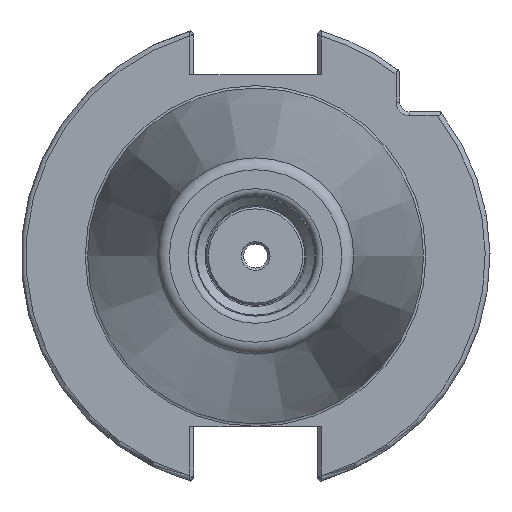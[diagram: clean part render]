
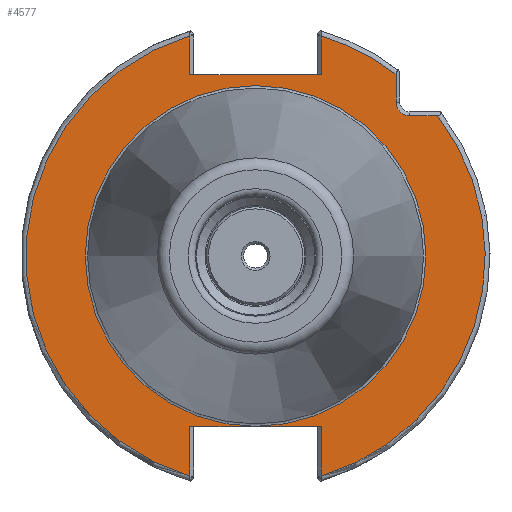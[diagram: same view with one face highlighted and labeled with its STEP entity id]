
A CAD part, left-side view. The second image highlights one B-rep face of the part: STEP entity #4577.
In plain terms, the highlighted planar face has unit normal (-1, 0, 0).
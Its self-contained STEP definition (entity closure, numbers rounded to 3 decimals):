
#382=FACE_BOUND('',#874,.T.);
#400=PLANE('',#4997);
#596=FACE_OUTER_BOUND('',#873,.T.);
#873=EDGE_LOOP('',(#3302,#3303,#3304,#3305,#3306,#3307,#3308,#3309,#3310,
#3311,#3312,#3313));
#874=EDGE_LOOP('',(#3314));
#1131=LINE('',#6859,#1408);
#1153=LINE('',#7161,#1430);
#1155=LINE('',#7240,#1432);
#1156=LINE('',#7242,#1433);
#1157=LINE('',#7246,#1434);
#1158=LINE('',#7250,#1435);
#1159=LINE('',#7253,#1436);
#1160=LINE('',#7254,#1437);
#1408=VECTOR('',#5481,10.);
#1430=VECTOR('',#5529,10.);
#1432=VECTOR('',#5551,10.);
#1433=VECTOR('',#5552,10.);
#1434=VECTOR('',#5555,10.);
#1435=VECTOR('',#5558,10.);
#1436=VECTOR('',#5561,10.);
#1437=VECTOR('',#5562,10.);
#1716=CIRCLE('',#4996,47.75);
#1717=CIRCLE('',#4998,47.75);
#1718=CIRCLE('',#4999,2.8);
#1719=CIRCLE('',#5000,47.75);
#1720=CIRCLE('',#5001,35.425);
#1915=VERTEX_POINT('',#6857);
#1916=VERTEX_POINT('',#6858);
#1944=VERTEX_POINT('',#7154);
#1947=VERTEX_POINT('',#7159);
#1954=VERTEX_POINT('',#7218);
#1956=VERTEX_POINT('',#7239);
#1957=VERTEX_POINT('',#7241);
#1958=VERTEX_POINT('',#7243);
#1959=VERTEX_POINT('',#7245);
#1960=VERTEX_POINT('',#7247);
#1961=VERTEX_POINT('',#7249);
#1962=VERTEX_POINT('',#7251);
#1963=VERTEX_POINT('',#7255);
#2412=EDGE_CURVE('',#1915,#1916,#1131,.T.);
#2454=EDGE_CURVE('',#1947,#1944,#1153,.T.);
#2466=EDGE_CURVE('',#1944,#1954,#1716,.T.);
#2469=EDGE_CURVE('',#1947,#1956,#1155,.T.);
#2470=EDGE_CURVE('',#1957,#1956,#1156,.T.);
#2471=EDGE_CURVE('',#1958,#1957,#1717,.T.);
#2472=EDGE_CURVE('',#1959,#1958,#1157,.T.);
#2473=EDGE_CURVE('',#1960,#1959,#1718,.T.);
#2474=EDGE_CURVE('',#1961,#1960,#1158,.T.);
#2475=EDGE_CURVE('',#1962,#1961,#1719,.T.);
#2476=EDGE_CURVE('',#1915,#1962,#1159,.T.);
#2477=EDGE_CURVE('',#1954,#1916,#1160,.T.);
#2478=EDGE_CURVE('',#1963,#1963,#1720,.T.);
#3302=ORIENTED_EDGE('',*,*,#2454,.F.);
#3303=ORIENTED_EDGE('',*,*,#2469,.T.);
#3304=ORIENTED_EDGE('',*,*,#2470,.F.);
#3305=ORIENTED_EDGE('',*,*,#2471,.F.);
#3306=ORIENTED_EDGE('',*,*,#2472,.F.);
#3307=ORIENTED_EDGE('',*,*,#2473,.F.);
#3308=ORIENTED_EDGE('',*,*,#2474,.F.);
#3309=ORIENTED_EDGE('',*,*,#2475,.F.);
#3310=ORIENTED_EDGE('',*,*,#2476,.F.);
#3311=ORIENTED_EDGE('',*,*,#2412,.T.);
#3312=ORIENTED_EDGE('',*,*,#2477,.F.);
#3313=ORIENTED_EDGE('',*,*,#2466,.F.);
#3314=ORIENTED_EDGE('',*,*,#2478,.T.);
#4577=ADVANCED_FACE('',(#596,#382),#400,.T.);
#4996=AXIS2_PLACEMENT_3D('',#7219,#5547,#5548);
#4997=AXIS2_PLACEMENT_3D('',#7238,#5549,#5550);
#4998=AXIS2_PLACEMENT_3D('',#7244,#5553,#5554);
#4999=AXIS2_PLACEMENT_3D('',#7248,#5556,#5557);
#5000=AXIS2_PLACEMENT_3D('',#7252,#5559,#5560);
#5001=AXIS2_PLACEMENT_3D('',#7256,#5563,#5564);
#5481=DIRECTION('',(0.,1.,0.));
#5529=DIRECTION('',(0.,0.,-1.));
#5547=DIRECTION('center_axis',(1.,0.,0.));
#5548=DIRECTION('ref_axis',(0.,0.,-1.));
#5549=DIRECTION('center_axis',(-1.,0.,0.));
#5550=DIRECTION('ref_axis',(0.,0.,1.));
#5551=DIRECTION('',(0.,-1.,0.));
#5552=DIRECTION('',(0.,0.,1.));
#5553=DIRECTION('center_axis',(1.,0.,0.));
#5554=DIRECTION('ref_axis',(0.,0.,-1.));
#5555=DIRECTION('',(0.,-1.,0.));
#5556=DIRECTION('center_axis',(-1.,0.,0.));
#5557=DIRECTION('ref_axis',(0.,1.,0.));
#5558=DIRECTION('',(0.,0.,-1.));
#5559=DIRECTION('center_axis',(1.,0.,0.));
#5560=DIRECTION('ref_axis',(0.,0.,-1.));
#5561=DIRECTION('',(0.,0.,1.));
#5562=DIRECTION('',(0.,0.,-1.));
#5563=DIRECTION('center_axis',(1.,0.,0.));
#5564=DIRECTION('ref_axis',(0.,0.,-1.));
#6857=CARTESIAN_POINT('',(3.2,-13.65,37.7));
#6858=CARTESIAN_POINT('',(3.2,13.65,37.7));
#6859=CARTESIAN_POINT('',(3.2,30.3,37.7));
#7154=CARTESIAN_POINT('',(3.2,13.65,-45.757));
#7159=CARTESIAN_POINT('',(3.2,13.65,-35.5));
#7161=CARTESIAN_POINT('',(3.2,13.65,-17.75));
#7218=CARTESIAN_POINT('',(3.2,13.65,45.757));
#7219=CARTESIAN_POINT('Origin',(3.2,0.,0.));
#7238=CARTESIAN_POINT('Origin',(3.2,47.75,0.));
#7239=CARTESIAN_POINT('',(3.2,-13.65,-35.5));
#7240=CARTESIAN_POINT('',(3.2,17.45,-35.5));
#7241=CARTESIAN_POINT('',(3.2,-13.65,-45.757));
#7242=CARTESIAN_POINT('',(3.2,-13.65,-27.75));
#7243=CARTESIAN_POINT('',(3.2,-37.781,29.2));
#7244=CARTESIAN_POINT('Origin',(3.2,0.,0.));
#7245=CARTESIAN_POINT('',(3.2,-32.,29.2));
#7246=CARTESIAN_POINT('',(3.2,7.875,29.2));
#7247=CARTESIAN_POINT('',(3.2,-29.2,32.));
#7248=CARTESIAN_POINT('Origin',(3.2,-32.,32.));
#7249=CARTESIAN_POINT('',(3.2,-29.2,37.781));
#7250=CARTESIAN_POINT('',(3.2,-29.2,20.));
#7251=CARTESIAN_POINT('',(3.2,-13.65,45.757));
#7252=CARTESIAN_POINT('Origin',(3.2,0.,0.));
#7253=CARTESIAN_POINT('',(3.2,-13.65,18.85));
#7254=CARTESIAN_POINT('',(3.2,13.65,28.85));
#7255=CARTESIAN_POINT('',(3.2,0.,35.425));
#7256=CARTESIAN_POINT('Origin',(3.2,0.,0.));
